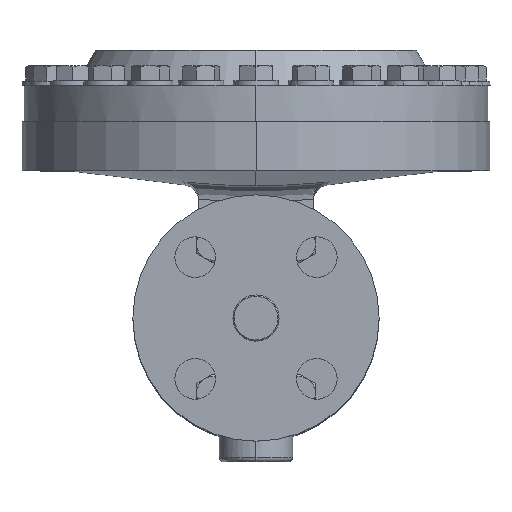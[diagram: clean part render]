
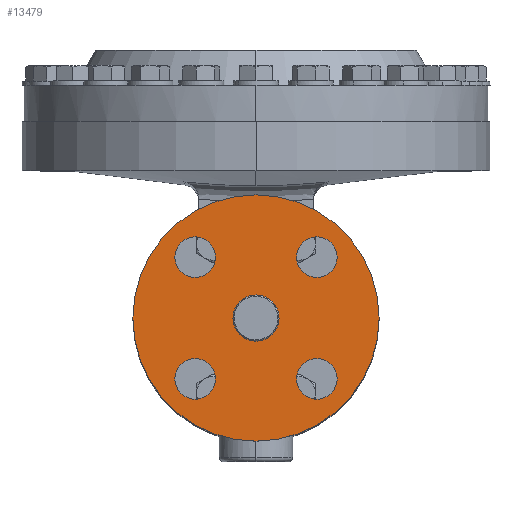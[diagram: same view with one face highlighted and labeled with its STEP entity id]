
A CAD part, top view. The second image highlights one B-rep face of the part: STEP entity #13479.
In plain terms, the highlighted planar face has unit normal (0, 0, 1).
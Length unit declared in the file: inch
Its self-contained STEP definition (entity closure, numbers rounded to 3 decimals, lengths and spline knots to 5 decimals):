
#86 = CARTESIAN_POINT ( 'NONE',  ( 0., 1.875, 5.125 ) ) ;
#126 = CARTESIAN_POINT ( 'NONE',  ( -0.92631, -0.92631, 5.125 ) ) ;
#259 = DIRECTION ( 'NONE',  ( 0., 0., -1. ) ) ;
#356 = AXIS2_PLACEMENT_3D ( 'NONE', #9814, #577, #11364 ) ;
#371 = CARTESIAN_POINT ( 'NONE',  ( -0.3515, 0., 5.125 ) ) ;
#545 = CARTESIAN_POINT ( 'NONE',  ( -1.875, 0., 5.125 ) ) ;
#577 = DIRECTION ( 'NONE',  ( 0., 0., 1. ) ) ;
#806 = FACE_BOUND ( 'NONE', #5493, .T. ) ;
#818 = ORIENTED_EDGE ( 'NONE', *, *, #6361, .F. ) ;
#1547 = EDGE_CURVE ( 'NONE', #11987, #4464, #3368, .T. ) ;
#1617 = DIRECTION ( 'NONE',  ( 0., 0., 1. ) ) ;
#1665 = DIRECTION ( 'NONE',  ( 0., -1., 0. ) ) ;
#1679 = AXIS2_PLACEMENT_3D ( 'NONE', #17538, #8257, #19100 ) ;
#1803 = CARTESIAN_POINT ( 'NONE',  ( -0.61631, -0.92631, 5.125 ) ) ;
#1952 = DIRECTION ( 'NONE',  ( 0., 0., -1. ) ) ;
#2060 = CIRCLE ( 'NONE', #14215, 0.31 ) ;
#2548 = AXIS2_PLACEMENT_3D ( 'NONE', #9187, #20022, #10736 ) ;
#2559 = CIRCLE ( 'NONE', #12658, 1.875 ) ;
#3100 = CIRCLE ( 'NONE', #5039, 0.31 ) ;
#3368 = CIRCLE ( 'NONE', #10670, 0.31 ) ;
#3650 = ORIENTED_EDGE ( 'NONE', *, *, #17672, .T. ) ;
#3901 = CIRCLE ( 'NONE', #19259, 0.31 ) ;
#4044 = CIRCLE ( 'NONE', #17102, 0.31 ) ;
#4095 = ORIENTED_EDGE ( 'NONE', *, *, #6007, .T. ) ;
#4411 = CIRCLE ( 'NONE', #356, 0.3515 ) ;
#4429 = FACE_OUTER_BOUND ( 'NONE', #11627, .T. ) ;
#4464 = VERTEX_POINT ( 'NONE', #12245 ) ;
#4629 = VERTEX_POINT ( 'NONE', #371 ) ;
#4875 = CARTESIAN_POINT ( 'NONE',  ( -0.61631, 0.92631, 5.125 ) ) ;
#5039 = AXIS2_PLACEMENT_3D ( 'NONE', #7642, #18489, #9219 ) ;
#5148 = ORIENTED_EDGE ( 'NONE', *, *, #18277, .T. ) ;
#5182 = CARTESIAN_POINT ( 'NONE',  ( 0.92631, 0.92631, 5.125 ) ) ;
#5360 = VERTEX_POINT ( 'NONE', #18235 ) ;
#5455 = CIRCLE ( 'NONE', #2548, 0.3515 ) ;
#5493 = EDGE_LOOP ( 'NONE', ( #8464, #14927 ) ) ;
#5813 = DIRECTION ( 'NONE',  ( 0., 0., -1. ) ) ;
#5988 = CIRCLE ( 'NONE', #8842, 1.875 ) ;
#6007 = EDGE_CURVE ( 'NONE', #19385, #11145, #2559, .T. ) ;
#6361 = EDGE_CURVE ( 'NONE', #4629, #8672, #5455, .T. ) ;
#6519 = ORIENTED_EDGE ( 'NONE', *, *, #14905, .T. ) ;
#6712 = DIRECTION ( 'NONE',  ( 0., 1., 0. ) ) ;
#6898 = CIRCLE ( 'NONE', #11618, 0.31 ) ;
#7628 = CARTESIAN_POINT ( 'NONE',  ( 0.92631, 0.92631, 5.125 ) ) ;
#7642 = CARTESIAN_POINT ( 'NONE',  ( 0.92631, -0.92631, 5.125 ) ) ;
#7809 = EDGE_LOOP ( 'NONE', ( #5148, #3650 ) ) ;
#8098 = CARTESIAN_POINT ( 'NONE',  ( 0., 0., 5.125 ) ) ;
#8257 = DIRECTION ( 'NONE',  ( 0., 0., -1. ) ) ;
#8318 = CARTESIAN_POINT ( 'NONE',  ( 0., 0., 5.125 ) ) ;
#8464 = ORIENTED_EDGE ( 'NONE', *, *, #19710, .T. ) ;
#8525 = FACE_BOUND ( 'NONE', #14335, .T. ) ;
#8669 = AXIS2_PLACEMENT_3D ( 'NONE', #5182, #15996, #6712 ) ;
#8672 = VERTEX_POINT ( 'NONE', #9969 ) ;
#8827 = CARTESIAN_POINT ( 'NONE',  ( 0.61631, -0.92631, 5.125 ) ) ;
#8842 = AXIS2_PLACEMENT_3D ( 'NONE', #8318, #19155, #9888 ) ;
#9187 = CARTESIAN_POINT ( 'NONE',  ( 0., 0., 5.125 ) ) ;
#9204 = DIRECTION ( 'NONE',  ( 0., 1., 0. ) ) ;
#9219 = DIRECTION ( 'NONE',  ( 1., 0., 0. ) ) ;
#9491 = CARTESIAN_POINT ( 'NONE',  ( -0.92631, -0.92631, 5.125 ) ) ;
#9681 = DIRECTION ( 'NONE',  ( 1., 0., 0. ) ) ;
#9740 = CARTESIAN_POINT ( 'NONE',  ( 1.875, 0., 5.125 ) ) ;
#9814 = CARTESIAN_POINT ( 'NONE',  ( 0., 0., 5.125 ) ) ;
#9841 = EDGE_LOOP ( 'NONE', ( #12168, #6519 ) ) ;
#9888 = DIRECTION ( 'NONE',  ( 1., 0., 0. ) ) ;
#9969 = CARTESIAN_POINT ( 'NONE',  ( 0.3515, 0., 5.125 ) ) ;
#10418 = VERTEX_POINT ( 'NONE', #10623 ) ;
#10505 = VERTEX_POINT ( 'NONE', #18744 ) ;
#10623 = CARTESIAN_POINT ( 'NONE',  ( 0.61631, 0.92631, 5.125 ) ) ;
#10670 = AXIS2_PLACEMENT_3D ( 'NONE', #15088, #5813, #16653 ) ;
#10736 = DIRECTION ( 'NONE',  ( 1., 0., 0. ) ) ;
#10858 = PLANE ( 'NONE',  #12901 ) ;
#10910 = DIRECTION ( 'NONE',  ( 0., 0., -1. ) ) ;
#11033 = DIRECTION ( 'NONE',  ( 0., -1., 0. ) ) ;
#11145 = VERTEX_POINT ( 'NONE', #545 ) ;
#11197 = CARTESIAN_POINT ( 'NONE',  ( 0.92631, -0.92631, 5.125 ) ) ;
#11271 = ORIENTED_EDGE ( 'NONE', *, *, #1547, .T. ) ;
#11364 = DIRECTION ( 'NONE',  ( 1., 0., 0. ) ) ;
#11618 = AXIS2_PLACEMENT_3D ( 'NONE', #9491, #259, #11033 ) ;
#11622 = CARTESIAN_POINT ( 'NONE',  ( 1.23631, 0.92631, 5.125 ) ) ;
#11627 = EDGE_LOOP ( 'NONE', ( #4095, #18299 ) ) ;
#11987 = VERTEX_POINT ( 'NONE', #4875 ) ;
#12168 = ORIENTED_EDGE ( 'NONE', *, *, #18706, .T. ) ;
#12245 = CARTESIAN_POINT ( 'NONE',  ( -1.23631, 0.92631, 5.125 ) ) ;
#12252 = VERTEX_POINT ( 'NONE', #8827 ) ;
#12260 = CIRCLE ( 'NONE', #8669, 0.31 ) ;
#12351 = ORIENTED_EDGE ( 'NONE', *, *, #16663, .T. ) ;
#12421 = DIRECTION ( 'NONE',  ( 1., 0., 0. ) ) ;
#12649 = FACE_BOUND ( 'NONE', #15580, .T. ) ;
#12658 = AXIS2_PLACEMENT_3D ( 'NONE', #8098, #18960, #9681 ) ;
#12660 = EDGE_CURVE ( 'NONE', #11145, #19385, #5988, .T. ) ;
#12758 = DIRECTION ( 'NONE',  ( 1., 0., 0. ) ) ;
#12901 = AXIS2_PLACEMENT_3D ( 'NONE', #86, #1617, #12421 ) ;
#13139 = FACE_BOUND ( 'NONE', #7809, .T. ) ;
#13479 = ADVANCED_FACE ( 'NONE', ( #13139, #806, #16766, #12649, #8525, #4429 ), #10858, .T. ) ;
#13586 = VERTEX_POINT ( 'NONE', #1803 ) ;
#14184 = EDGE_CURVE ( 'NONE', #8672, #4629, #4411, .T. ) ;
#14215 = AXIS2_PLACEMENT_3D ( 'NONE', #11197, #1952, #12758 ) ;
#14335 = EDGE_LOOP ( 'NONE', ( #818, #19939 ) ) ;
#14905 = EDGE_CURVE ( 'NONE', #13586, #5360, #3901, .T. ) ;
#14927 = ORIENTED_EDGE ( 'NONE', *, *, #17252, .T. ) ;
#15088 = CARTESIAN_POINT ( 'NONE',  ( -0.92631, 0.92631, 5.125 ) ) ;
#15580 = EDGE_LOOP ( 'NONE', ( #12351, #11271 ) ) ;
#15996 = DIRECTION ( 'NONE',  ( 0., 0., -1. ) ) ;
#16653 = DIRECTION ( 'NONE',  ( -1., 0., 0. ) ) ;
#16663 = EDGE_CURVE ( 'NONE', #4464, #11987, #16669, .T. ) ;
#16669 = CIRCLE ( 'NONE', #1679, 0.31 ) ;
#16766 = FACE_BOUND ( 'NONE', #9841, .T. ) ;
#17102 = AXIS2_PLACEMENT_3D ( 'NONE', #7628, #18478, #9204 ) ;
#17252 = EDGE_CURVE ( 'NONE', #10505, #12252, #3100, .T. ) ;
#17538 = CARTESIAN_POINT ( 'NONE',  ( -0.92631, 0.92631, 5.125 ) ) ;
#17672 = EDGE_CURVE ( 'NONE', #17993, #10418, #4044, .T. ) ;
#17993 = VERTEX_POINT ( 'NONE', #11622 ) ;
#18235 = CARTESIAN_POINT ( 'NONE',  ( -1.23631, -0.92631, 5.125 ) ) ;
#18277 = EDGE_CURVE ( 'NONE', #10418, #17993, #12260, .T. ) ;
#18299 = ORIENTED_EDGE ( 'NONE', *, *, #12660, .T. ) ;
#18478 = DIRECTION ( 'NONE',  ( 0., 0., -1. ) ) ;
#18489 = DIRECTION ( 'NONE',  ( 0., 0., -1. ) ) ;
#18706 = EDGE_CURVE ( 'NONE', #5360, #13586, #6898, .T. ) ;
#18744 = CARTESIAN_POINT ( 'NONE',  ( 1.23631, -0.92631, 5.125 ) ) ;
#18960 = DIRECTION ( 'NONE',  ( 0., 0., 1. ) ) ;
#19100 = DIRECTION ( 'NONE',  ( -1., 0., 0. ) ) ;
#19155 = DIRECTION ( 'NONE',  ( 0., 0., 1. ) ) ;
#19259 = AXIS2_PLACEMENT_3D ( 'NONE', #126, #10910, #1665 ) ;
#19385 = VERTEX_POINT ( 'NONE', #9740 ) ;
#19710 = EDGE_CURVE ( 'NONE', #12252, #10505, #2060, .T. ) ;
#19939 = ORIENTED_EDGE ( 'NONE', *, *, #14184, .F. ) ;
#20022 = DIRECTION ( 'NONE',  ( 0., 0., 1. ) ) ;
